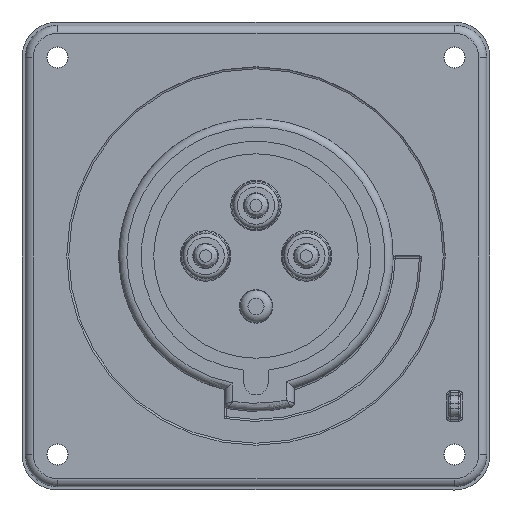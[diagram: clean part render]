
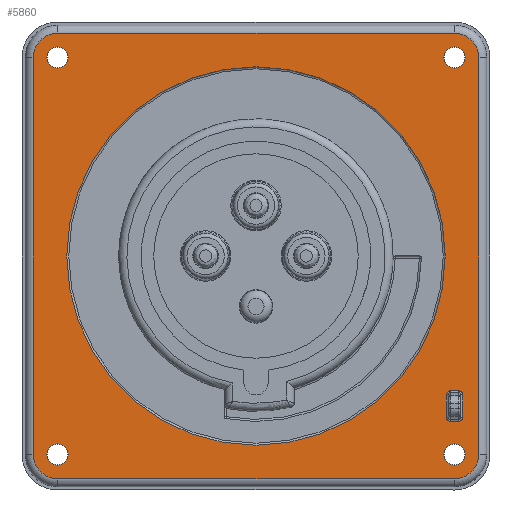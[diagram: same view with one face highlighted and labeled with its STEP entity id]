
A CAD part, front view. The second image highlights one B-rep face of the part: STEP entity #5860.
In plain terms, the highlighted planar face has unit normal (0, -1, 0).
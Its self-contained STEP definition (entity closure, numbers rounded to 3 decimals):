
#587=ELLIPSE('',#35866,1.015,1.);
#588=ELLIPSE('',#35871,1.015,1.);
#589=ELLIPSE('',#35874,1.015,1.);
#590=ELLIPSE('',#35878,1.015,1.);
#5860=ADVANCED_FACE('',(#7789,#7790,#7791,#7792,#7793,#7794,#7795),#7153,
 .F.);
#7153=PLANE('',#35884);
#7789=FACE_BOUND('',#9600,.T.);
#7790=FACE_BOUND('',#9601,.T.);
#7791=FACE_BOUND('',#9602,.T.);
#7792=FACE_BOUND('',#9603,.T.);
#7793=FACE_BOUND('',#9604,.T.);
#7794=FACE_BOUND('',#9605,.T.);
#7795=FACE_BOUND('',#9606,.T.);
#9600=EDGE_LOOP('',(#20966,#20967,#20968,#20969,#20970,#20971,#20972,#20973));
#9601=EDGE_LOOP('',(#20974));
#9602=EDGE_LOOP('',(#20975));
#9603=EDGE_LOOP('',(#20976));
#9604=EDGE_LOOP('',(#20977));
#9605=EDGE_LOOP('',(#20978));
#9606=EDGE_LOOP('',(#20979,#20980,#20981,#20982,#20983,#20984,#20985,#20986));
#11949=LINE('',#63966,#13980);
#11950=LINE('',#63976,#13981);
#11951=LINE('',#63984,#13982);
#11952=LINE('',#63992,#13983);
#11953=LINE('',#64027,#13984);
#11954=LINE('',#64044,#13985);
#11955=LINE('',#64063,#13986);
#11956=LINE('',#64082,#13987);
#13980=VECTOR('',#43767,1.);
#13981=VECTOR('',#43780,1.);
#13982=VECTOR('',#43791,1.);
#13983=VECTOR('',#43802,1.);
#13984=VECTOR('',#43833,1.);
#13985=VECTOR('',#43840,1.);
#13986=VECTOR('',#43849,1.);
#13987=VECTOR('',#43858,1.);
#20966=ORIENTED_EDGE('',*,*,#30152,.F.);
#20967=ORIENTED_EDGE('',*,*,#30150,.F.);
#20968=ORIENTED_EDGE('',*,*,#30148,.F.);
#20969=ORIENTED_EDGE('',*,*,#30146,.F.);
#20970=ORIENTED_EDGE('',*,*,#30144,.F.);
#20971=ORIENTED_EDGE('',*,*,#30143,.F.);
#20972=ORIENTED_EDGE('',*,*,#30141,.F.);
#20973=ORIENTED_EDGE('',*,*,#30138,.F.);
#20974=ORIENTED_EDGE('',*,*,#30136,.F.);
#20975=ORIENTED_EDGE('',*,*,#30135,.F.);
#20976=ORIENTED_EDGE('',*,*,#30154,.F.);
#20977=ORIENTED_EDGE('',*,*,#30134,.F.);
#20978=ORIENTED_EDGE('',*,*,#30133,.F.);
#20979=ORIENTED_EDGE('',*,*,#30118,.F.);
#20980=ORIENTED_EDGE('',*,*,#30121,.F.);
#20981=ORIENTED_EDGE('',*,*,#30123,.F.);
#20982=ORIENTED_EDGE('',*,*,#30125,.F.);
#20983=ORIENTED_EDGE('',*,*,#30127,.F.);
#20984=ORIENTED_EDGE('',*,*,#30129,.F.);
#20985=ORIENTED_EDGE('',*,*,#30131,.F.);
#20986=ORIENTED_EDGE('',*,*,#30132,.F.);
#26018=VERTEX_POINT('',#63965);
#26019=VERTEX_POINT('',#63967);
#26020=VERTEX_POINT('',#63971);
#26021=VERTEX_POINT('',#63975);
#26022=VERTEX_POINT('',#63979);
#26023=VERTEX_POINT('',#63983);
#26024=VERTEX_POINT('',#63987);
#26025=VERTEX_POINT('',#63991);
#26026=VERTEX_POINT('',#63997);
#26027=VERTEX_POINT('',#64000);
#26028=VERTEX_POINT('',#64003);
#26029=VERTEX_POINT('',#64006);
#26030=VERTEX_POINT('',#64009);
#26031=VERTEX_POINT('',#64011);
#26032=VERTEX_POINT('',#64026);
#26033=VERTEX_POINT('',#64030);
#26034=VERTEX_POINT('',#64045);
#26035=VERTEX_POINT('',#64049);
#26036=VERTEX_POINT('',#64064);
#26037=VERTEX_POINT('',#64068);
#26039=VERTEX_POINT('',#64088);
#30118=EDGE_CURVE('',#26018,#26019,#11949,.T.);
#30121=EDGE_CURVE('',#26020,#26018,#32701,.T.);
#30123=EDGE_CURVE('',#26021,#26020,#11950,.T.);
#30125=EDGE_CURVE('',#26022,#26021,#32704,.T.);
#30127=EDGE_CURVE('',#26023,#26022,#11951,.T.);
#30129=EDGE_CURVE('',#26024,#26023,#32707,.T.);
#30131=EDGE_CURVE('',#26025,#26024,#11952,.T.);
#30132=EDGE_CURVE('',#26019,#26025,#32709,.T.);
#30133=EDGE_CURVE('',#26026,#26026,#32710,.T.);
#30134=EDGE_CURVE('',#26027,#26027,#32711,.T.);
#30135=EDGE_CURVE('',#26028,#26028,#32712,.T.);
#30136=EDGE_CURVE('',#26029,#26029,#32713,.T.);
#30138=EDGE_CURVE('',#26030,#26031,#587,.T.);
#30141=EDGE_CURVE('',#26031,#26032,#11953,.T.);
#30143=EDGE_CURVE('',#26032,#26033,#588,.T.);
#30144=EDGE_CURVE('',#26033,#26034,#11954,.T.);
#30146=EDGE_CURVE('',#26034,#26035,#589,.T.);
#30148=EDGE_CURVE('',#26035,#26036,#11955,.T.);
#30150=EDGE_CURVE('',#26036,#26037,#590,.T.);
#30152=EDGE_CURVE('',#26037,#26030,#11956,.T.);
#30154=EDGE_CURVE('',#26039,#26039,#32723,.T.);
#32701=CIRCLE('',#35841,6.);
#32704=CIRCLE('',#35846,6.);
#32707=CIRCLE('',#35851,6.);
#32709=CIRCLE('',#35855,6.);
#32710=CIRCLE('',#35857,2.642);
#32711=CIRCLE('',#35859,2.642);
#32712=CIRCLE('',#35861,2.642);
#32713=CIRCLE('',#35863,2.642);
#32723=CIRCLE('',#35883,46.9);
#35841=AXIS2_PLACEMENT_3D('',#63972,#43774,#43775);
#35846=AXIS2_PLACEMENT_3D('',#63980,#43785,#43786);
#35851=AXIS2_PLACEMENT_3D('',#63988,#43796,#43797);
#35855=AXIS2_PLACEMENT_3D('',#63994,#43805,#43806);
#35857=AXIS2_PLACEMENT_3D('',#63996,#43809,#43810);
#35859=AXIS2_PLACEMENT_3D('',#63999,#43813,#43814);
#35861=AXIS2_PLACEMENT_3D('',#64002,#43817,#43818);
#35863=AXIS2_PLACEMENT_3D('',#64005,#43821,#43822);
#35866=AXIS2_PLACEMENT_3D('',#64010,#43827,#43828);
#35871=AXIS2_PLACEMENT_3D('',#64031,#43838,#43839);
#35874=AXIS2_PLACEMENT_3D('',#64048,#43845,#43846);
#35878=AXIS2_PLACEMENT_3D('',#64067,#43854,#43855);
#35883=AXIS2_PLACEMENT_3D('',#64087,#43865,#43866);
#35884=AXIS2_PLACEMENT_3D('',#64089,#43867,#43868);
#43767=DIRECTION('',(0.,0.,1.));
#43774=DIRECTION('',(0.,1.,0.));
#43775=DIRECTION('',(0.,0.,1.));
#43780=DIRECTION('',(-1.,0.,0.));
#43785=DIRECTION('',(0.,1.,0.));
#43786=DIRECTION('',(0.,0.,1.));
#43791=DIRECTION('',(0.,0.,-1.));
#43796=DIRECTION('',(0.,1.,0.));
#43797=DIRECTION('',(0.,0.,1.));
#43802=DIRECTION('',(1.,0.,0.));
#43805=DIRECTION('',(0.,1.,0.));
#43806=DIRECTION('',(0.,0.,1.));
#43809=DIRECTION('',(0.,-1.,0.));
#43810=DIRECTION('',(0.,0.,1.));
#43813=DIRECTION('',(0.,-1.,0.));
#43814=DIRECTION('',(0.,0.,1.));
#43817=DIRECTION('',(0.,-1.,0.));
#43818=DIRECTION('',(0.,0.,1.));
#43821=DIRECTION('',(0.,-1.,0.));
#43822=DIRECTION('',(0.,0.,1.));
#43827=DIRECTION('',(0.,-1.,0.));
#43828=DIRECTION('',(-0.049,0.,-0.999));
#43833=DIRECTION('',(1.,0.,0.));
#43838=DIRECTION('',(0.,-1.,0.));
#43839=DIRECTION('',(-0.049,0.,0.999));
#43840=DIRECTION('',(0.,0.,1.));
#43845=DIRECTION('',(0.,-1.,0.));
#43846=DIRECTION('',(-0.049,0.,-0.999));
#43849=DIRECTION('',(-1.,0.,0.));
#43854=DIRECTION('',(0.,-1.,0.));
#43855=DIRECTION('',(-0.049,0.,0.999));
#43858=DIRECTION('',(0.,0.,-1.));
#43865=DIRECTION('',(0.,-1.,0.));
#43866=DIRECTION('',(0.,0.,1.));
#43867=DIRECTION('',(0.,1.,0.));
#43868=DIRECTION('',(-0.707,0.,-0.707));
#63965=CARTESIAN_POINT('',(-55.2,24.9,-44.7));
#63966=CARTESIAN_POINT('',(-55.2,24.9,53.7));
#63967=CARTESIAN_POINT('',(-55.2,24.9,53.7));
#63971=CARTESIAN_POINT('',(-49.2,24.9,-50.7));
#63972=CARTESIAN_POINT('',(-49.2,24.9,-44.7));
#63975=CARTESIAN_POINT('',(49.2,24.9,-50.7));
#63976=CARTESIAN_POINT('',(-49.2,24.9,-50.7));
#63979=CARTESIAN_POINT('',(55.2,24.9,-44.7));
#63980=CARTESIAN_POINT('',(49.2,24.9,-44.7));
#63983=CARTESIAN_POINT('',(55.2,24.9,53.7));
#63984=CARTESIAN_POINT('',(55.2,24.9,-44.7));
#63987=CARTESIAN_POINT('',(49.2,24.9,59.7));
#63988=CARTESIAN_POINT('',(49.2,24.9,53.7));
#63991=CARTESIAN_POINT('',(-49.2,24.9,59.7));
#63992=CARTESIAN_POINT('',(49.2,24.9,59.7));
#63994=CARTESIAN_POINT('',(-49.2,24.9,53.7));
#63996=CARTESIAN_POINT('',(-49.2,24.9,53.7));
#63997=CARTESIAN_POINT('',(-49.2,24.9,56.342));
#63999=CARTESIAN_POINT('',(49.2,24.9,53.7));
#64000=CARTESIAN_POINT('',(49.2,24.9,56.342));
#64002=CARTESIAN_POINT('',(-49.2,24.9,-44.7));
#64003=CARTESIAN_POINT('',(-49.2,24.9,-42.058));
#64005=CARTESIAN_POINT('',(49.2,24.9,-44.7));
#64006=CARTESIAN_POINT('',(49.2,24.9,-42.058));
#64009=CARTESIAN_POINT('',(47.21,24.9,-35.467));
#64010=CARTESIAN_POINT('',(48.21,24.9,-35.466));
#64011=CARTESIAN_POINT('',(48.209,24.9,-36.481));
#64026=CARTESIAN_POINT('',(50.191,24.9,-36.481));
#64027=CARTESIAN_POINT('',(48.209,24.9,-36.481));
#64030=CARTESIAN_POINT('',(51.19,24.9,-35.467));
#64031=CARTESIAN_POINT('',(50.19,24.9,-35.466));
#64044=CARTESIAN_POINT('',(51.19,24.9,-35.467));
#64045=CARTESIAN_POINT('',(51.19,24.9,-29.933));
#64048=CARTESIAN_POINT('',(50.19,24.9,-29.934));
#64049=CARTESIAN_POINT('',(50.191,24.9,-28.919));
#64063=CARTESIAN_POINT('',(50.191,24.9,-28.919));
#64064=CARTESIAN_POINT('',(48.209,24.9,-28.919));
#64067=CARTESIAN_POINT('',(48.21,24.9,-29.934));
#64068=CARTESIAN_POINT('',(47.21,24.9,-29.933));
#64082=CARTESIAN_POINT('',(47.21,24.9,-29.933));
#64087=CARTESIAN_POINT('',(0.,24.9,4.5));
#64088=CARTESIAN_POINT('',(0.,24.9,51.4));
#64089=CARTESIAN_POINT('',(0.,24.9,4.5));
